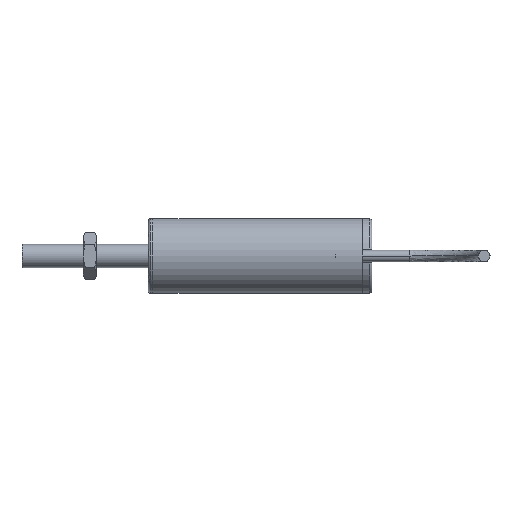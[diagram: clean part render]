
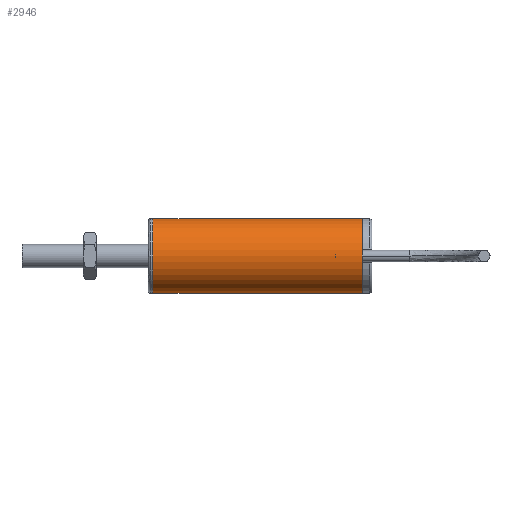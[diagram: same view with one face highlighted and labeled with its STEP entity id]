
A CAD part, front view. The second image highlights one B-rep face of the part: STEP entity #2946.
In plain terms, the highlighted cylindrical face has radius 6.35 mm (diameter 12.7 mm), a partial arc.
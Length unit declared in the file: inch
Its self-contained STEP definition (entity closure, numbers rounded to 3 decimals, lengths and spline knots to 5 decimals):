
#28 = CIRCLE ( 'NONE', #2415, 0.25 ) ;
#194 = VERTEX_POINT ( 'NONE', #592 ) ;
#234 = EDGE_CURVE ( 'NONE', #3139, #3674, #3481, .T. ) ;
#352 = DIRECTION ( 'NONE',  ( 1., 0., 0. ) ) ;
#491 = CARTESIAN_POINT ( 'NONE',  ( 1.41, 0., -0.25 ) ) ;
#592 = CARTESIAN_POINT ( 'NONE',  ( 0., 0., -0.25 ) ) ;
#697 = EDGE_CURVE ( 'NONE', #1650, #3139, #2752, .T. ) ;
#852 = DIRECTION ( 'NONE',  ( -1., 0., 0. ) ) ;
#868 = ORIENTED_EDGE ( 'NONE', *, *, #1744, .F. ) ;
#970 = DIRECTION ( 'NONE',  ( -1., 0., 0. ) ) ;
#1213 = FACE_OUTER_BOUND ( 'NONE', #1777, .T. ) ;
#1300 = ORIENTED_EDGE ( 'NONE', *, *, #1461, .T. ) ;
#1461 = EDGE_CURVE ( 'NONE', #3674, #194, #28, .T. ) ;
#1522 = DIRECTION ( 'NONE',  ( -1., 0., 0. ) ) ;
#1531 = AXIS2_PLACEMENT_3D ( 'NONE', #2335, #970, #2275 ) ;
#1583 = DIRECTION ( 'NONE',  ( -1., 0., 0. ) ) ;
#1650 = VERTEX_POINT ( 'NONE', #491 ) ;
#1744 = EDGE_CURVE ( 'NONE', #1650, #194, #2536, .T. ) ;
#1777 = EDGE_LOOP ( 'NONE', ( #868, #3623, #3486, #1300 ) ) ;
#1926 = CARTESIAN_POINT ( 'NONE',  ( 0., 0., 0. ) ) ;
#2088 = CARTESIAN_POINT ( 'NONE',  ( 0., 0., 0.25 ) ) ;
#2203 = VECTOR ( 'NONE', #1583, 39.37008 ) ;
#2221 = AXIS2_PLACEMENT_3D ( 'NONE', #2469, #1522, #3792 ) ;
#2275 = DIRECTION ( 'NONE',  ( 0., 0., 1. ) ) ;
#2305 = CARTESIAN_POINT ( 'NONE',  ( 1.41, 0., 0.25 ) ) ;
#2335 = CARTESIAN_POINT ( 'NONE',  ( 1.41, 0., 0. ) ) ;
#2415 = AXIS2_PLACEMENT_3D ( 'NONE', #1926, #352, #3233 ) ;
#2469 = CARTESIAN_POINT ( 'NONE',  ( 1.41, 0., 0. ) ) ;
#2536 = LINE ( 'NONE', #4182, #3796 ) ;
#2752 = CIRCLE ( 'NONE', #1531, 0.25 ) ;
#2904 = CARTESIAN_POINT ( 'NONE',  ( 1.41, 0., 0.25 ) ) ;
#2946 = ADVANCED_FACE ( 'NONE', ( #1213 ), #3528, .T. ) ;
#3139 = VERTEX_POINT ( 'NONE', #2305 ) ;
#3233 = DIRECTION ( 'NONE',  ( 0., 0., 1. ) ) ;
#3481 = LINE ( 'NONE', #2904, #2203 ) ;
#3486 = ORIENTED_EDGE ( 'NONE', *, *, #234, .T. ) ;
#3528 = CYLINDRICAL_SURFACE ( 'NONE', #2221, 0.25 ) ;
#3623 = ORIENTED_EDGE ( 'NONE', *, *, #697, .T. ) ;
#3674 = VERTEX_POINT ( 'NONE', #2088 ) ;
#3792 = DIRECTION ( 'NONE',  ( 0., 0., 1. ) ) ;
#3796 = VECTOR ( 'NONE', #852, 39.37008 ) ;
#4182 = CARTESIAN_POINT ( 'NONE',  ( 1.41, 0., -0.25 ) ) ;
